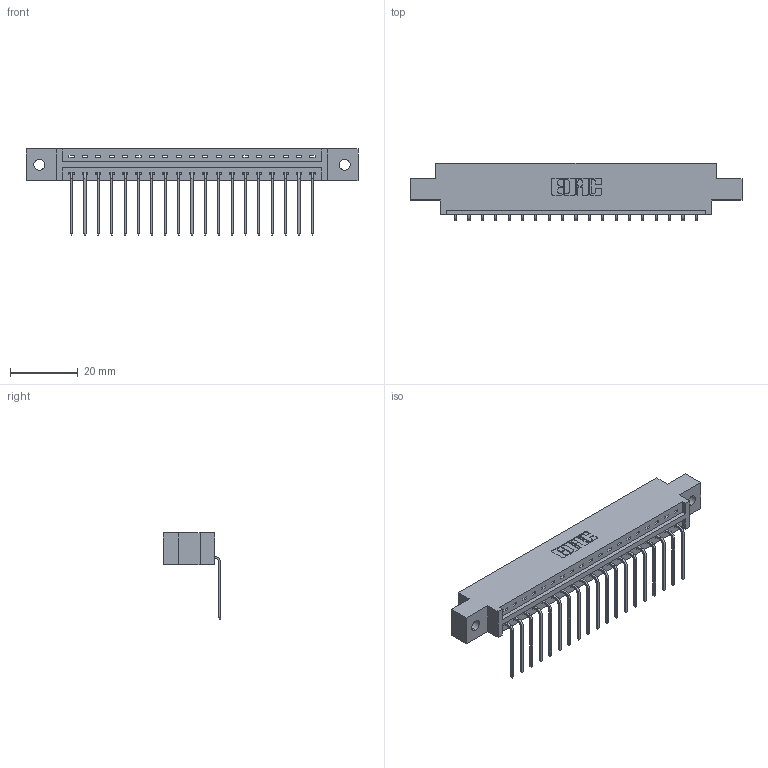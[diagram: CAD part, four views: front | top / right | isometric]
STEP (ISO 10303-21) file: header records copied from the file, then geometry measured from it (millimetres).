
FILE_DESCRIPTION (( 'STEP AP203' ), '1' );
FILE_NAME ('337-019-559-602.STEP', '2019-09-28T22:06:57', ( '' ), ( '' ), 'SwSTEP 2.0', 'SolidWorks 2016', '' );
FILE_SCHEMA (( 'CONFIG_CONTROL_DESIGN' ));
Length unit declared in the file: inch
Products named in the file (3): 337-019-559-602; 337 Part_0.170 Offset - 0.128 Dia; 345-292-001_558 559 Tail - 1
Assembly tree (20 placements, depth 2):
  337-019-559-602
    337 Part_0.170 Offset - 0.128 Dia
    345-292-001_558 559 Tail - 1  x19
Bounding box: 98.3 x 17.09 x 25.53 mm (x, y, z)
Volume: 9837.7 mm3; surface area: 10253.6 mm2
Topology: 20 solids, 20 shells, 1334 faces, 4009 edges, 2646 vertices
Faces by surface type: plane 986, cylinder 348
Entity records: 17317 total; most frequent: CARTESIAN_POINT 3023, ORIENTED_EDGE 2978, DIRECTION 2591, EDGE_CURVE 1489, LINE 1361, VECTOR 1361, VERTEX_POINT 990, AXIS2_PLACEMENT_3D 615
